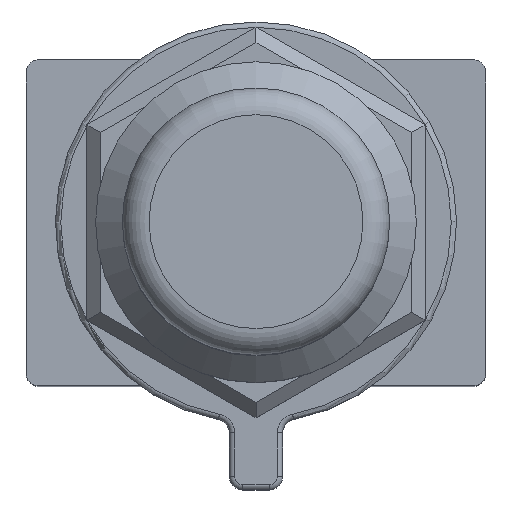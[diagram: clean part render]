
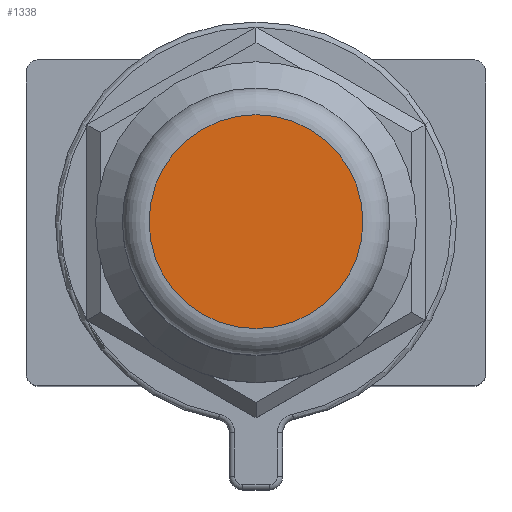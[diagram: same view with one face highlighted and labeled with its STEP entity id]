
A CAD part, top view. The second image highlights one B-rep face of the part: STEP entity #1338.
In plain terms, the highlighted planar face has unit normal (0, 0, 1).
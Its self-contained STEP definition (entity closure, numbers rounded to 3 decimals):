
#181=CIRCLE('',#1537,4.);
#269=FACE_OUTER_BOUND('',#362,.T.);
#362=EDGE_LOOP('',(#1133));
#619=VERTEX_POINT('',#2278);
#797=EDGE_CURVE('',#619,#619,#181,.T.);
#1133=ORIENTED_EDGE('',*,*,#797,.T.);
#1248=PLANE('',#1536);
#1338=ADVANCED_FACE('',(#269),#1248,.T.);
#1536=AXIS2_PLACEMENT_3D('',#2277,#1903,#1904);
#1537=AXIS2_PLACEMENT_3D('',#2279,#1905,#1906);
#1903=DIRECTION('center_axis',(0.,0.,1.));
#1904=DIRECTION('ref_axis',(-1.,0.,0.));
#1905=DIRECTION('center_axis',(0.,0.,1.));
#1906=DIRECTION('ref_axis',(-1.,0.,0.));
#2277=CARTESIAN_POINT('Origin',(4.,-6.,48.));
#2278=CARTESIAN_POINT('',(4.,-6.,48.));
#2279=CARTESIAN_POINT('Origin',(0.,-6.,48.));
